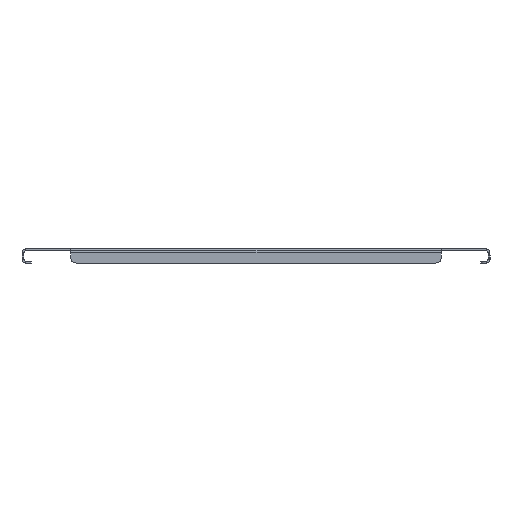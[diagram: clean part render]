
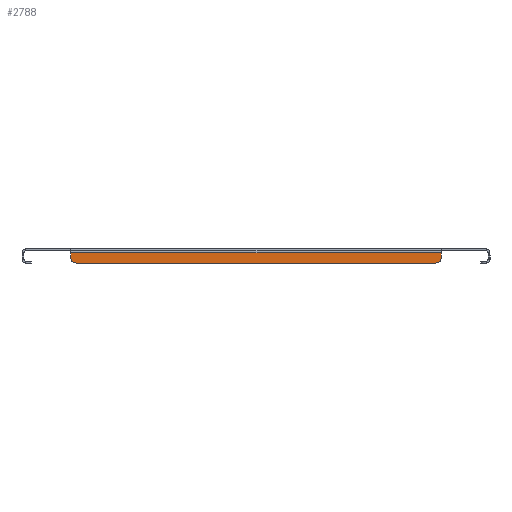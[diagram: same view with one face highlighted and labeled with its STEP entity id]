
A CAD part, left-side view. The second image highlights one B-rep face of the part: STEP entity #2788.
In plain terms, the highlighted planar face has unit normal (-1, 0, 0).
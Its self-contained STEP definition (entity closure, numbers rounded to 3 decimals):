
#14 = ORIENTED_EDGE ( 'NONE', *, *, #702, .T. ) ;
#95 = DIRECTION ( 'NONE',  ( 0., 0., -1. ) ) ;
#109 = LINE ( 'NONE', #2418, #2629 ) ;
#120 = FACE_OUTER_BOUND ( 'NONE', #2247, .T. ) ;
#188 = CARTESIAN_POINT ( 'NONE',  ( -449.5, -192., -9. ) ) ;
#197 = DIRECTION ( 'NONE',  ( 0., 0., 1. ) ) ;
#264 = DIRECTION ( 'NONE',  ( -1., 0., 0. ) ) ;
#328 = AXIS2_PLACEMENT_3D ( 'NONE', #2656, #1256, #801 ) ;
#379 = VERTEX_POINT ( 'NONE', #2176 ) ;
#423 = ORIENTED_EDGE ( 'NONE', *, *, #2932, .T. ) ;
#427 = LINE ( 'NONE', #2044, #2729 ) ;
#668 = ORIENTED_EDGE ( 'NONE', *, *, #2384, .T. ) ;
#702 = EDGE_CURVE ( 'NONE', #1321, #1155, #2257, .T. ) ;
#744 = VERTEX_POINT ( 'NONE', #2797 ) ;
#801 = DIRECTION ( 'NONE',  ( 0., 0., -1. ) ) ;
#864 = VERTEX_POINT ( 'NONE', #2289 ) ;
#873 = LINE ( 'NONE', #915, #2736 ) ;
#915 = CARTESIAN_POINT ( 'NONE',  ( -449.5, -250., -15. ) ) ;
#928 = DIRECTION ( 'NONE',  ( 0., -1., 0. ) ) ;
#994 = PLANE ( 'NONE',  #328 ) ;
#1078 = CARTESIAN_POINT ( 'NONE',  ( -449.5, -198., -15. ) ) ;
#1096 = AXIS2_PLACEMENT_3D ( 'NONE', #2339, #264, #2376 ) ;
#1136 = CARTESIAN_POINT ( 'NONE',  ( -449.5, 198., -9. ) ) ;
#1155 = VERTEX_POINT ( 'NONE', #1289 ) ;
#1192 = ORIENTED_EDGE ( 'NONE', *, *, #2166, .F. ) ;
#1256 = DIRECTION ( 'NONE',  ( 1., 0., 0. ) ) ;
#1289 = CARTESIAN_POINT ( 'NONE',  ( -449.5, 192., -15. ) ) ;
#1321 = VERTEX_POINT ( 'NONE', #1136 ) ;
#1330 = EDGE_CURVE ( 'NONE', #379, #2138, #2873, .T. ) ;
#1500 = ORIENTED_EDGE ( 'NONE', *, *, #1787, .F. ) ;
#1735 = VECTOR ( 'NONE', #197, 1000. ) ;
#1741 = ORIENTED_EDGE ( 'NONE', *, *, #1330, .T. ) ;
#1787 = EDGE_CURVE ( 'NONE', #864, #744, #427, .T. ) ;
#1798 = DIRECTION ( 'NONE',  ( 0., 1., 0. ) ) ;
#1808 = DIRECTION ( 'NONE',  ( -1., 0., 0. ) ) ;
#2044 = CARTESIAN_POINT ( 'NONE',  ( -449.5, -250., -4. ) ) ;
#2138 = VERTEX_POINT ( 'NONE', #2290 ) ;
#2166 = EDGE_CURVE ( 'NONE', #379, #1155, #873, .T. ) ;
#2176 = CARTESIAN_POINT ( 'NONE',  ( -449.5, -192., -15. ) ) ;
#2247 = EDGE_LOOP ( 'NONE', ( #1192, #1741, #423, #1500, #668, #14 ) ) ;
#2257 = CIRCLE ( 'NONE', #1096, 6. ) ;
#2274 = LINE ( 'NONE', #1078, #1735 ) ;
#2289 = CARTESIAN_POINT ( 'NONE',  ( -449.5, 198., -4. ) ) ;
#2290 = CARTESIAN_POINT ( 'NONE',  ( -449.5, -198., -9. ) ) ;
#2339 = CARTESIAN_POINT ( 'NONE',  ( -449.5, 192., -9. ) ) ;
#2376 = DIRECTION ( 'NONE',  ( 0., 0., -1. ) ) ;
#2384 = EDGE_CURVE ( 'NONE', #864, #1321, #109, .T. ) ;
#2418 = CARTESIAN_POINT ( 'NONE',  ( -449.5, 198., -15. ) ) ;
#2492 = AXIS2_PLACEMENT_3D ( 'NONE', #188, #1808, #2896 ) ;
#2629 = VECTOR ( 'NONE', #95, 1000. ) ;
#2656 = CARTESIAN_POINT ( 'NONE',  ( -449.5, 0., 0. ) ) ;
#2729 = VECTOR ( 'NONE', #928, 1000. ) ;
#2736 = VECTOR ( 'NONE', #1798, 1000. ) ;
#2788 = ADVANCED_FACE ( 'NONE', ( #120 ), #994, .F. ) ;
#2797 = CARTESIAN_POINT ( 'NONE',  ( -449.5, -198., -4. ) ) ;
#2873 = CIRCLE ( 'NONE', #2492, 6. ) ;
#2896 = DIRECTION ( 'NONE',  ( 0., 0., -1. ) ) ;
#2932 = EDGE_CURVE ( 'NONE', #2138, #744, #2274, .T. ) ;
